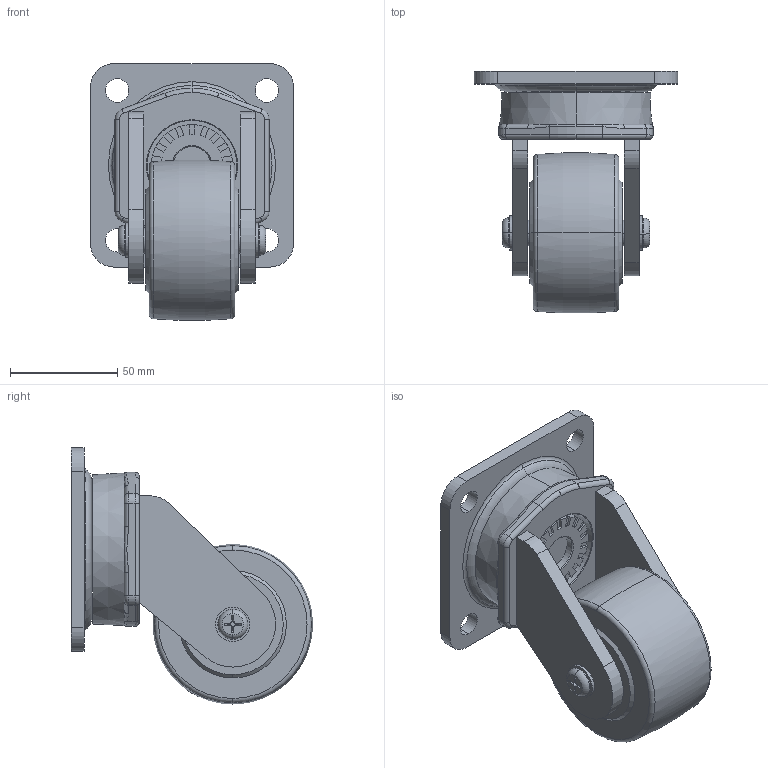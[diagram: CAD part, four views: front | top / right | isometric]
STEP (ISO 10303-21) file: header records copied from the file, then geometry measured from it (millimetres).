
FILE_DESCRIPTION (( 'STEP AP203' ), '1' );
FILE_NAME ('ACMM-75SF.STEP', '2015-09-11T07:06:41', ( 'WON SINCHUL' ), ( 'Hewlett-Packard Company' ), 'SwSTEP 2.0', 'SolidWorks 2015', '' );
FILE_SCHEMA (( 'CONFIG_CONTROL_DESIGN' ));
Length unit declared in the file: millimetre
Products named in the file (1): ACMM-75SF
Bounding box: 95 x 112.88 x 119.91 mm (x, y, z)
Volume: 317852.6 mm3; surface area: 82804.2 mm2
Topology: 9 solids, 9 shells, 359 faces, 892 edges, 568 vertices
Faces by surface type: plane 152, cylinder 115, torus 46, bspline 26, cone 20
Entity records: 12401 total; most frequent: CARTESIAN_POINT 3710, DIRECTION 1860, ORIENTED_EDGE 1780, EDGE_CURVE 890, AXIS2_PLACEMENT_3D 725, VERTEX_POINT 568, VECTOR 410, LINE 410
